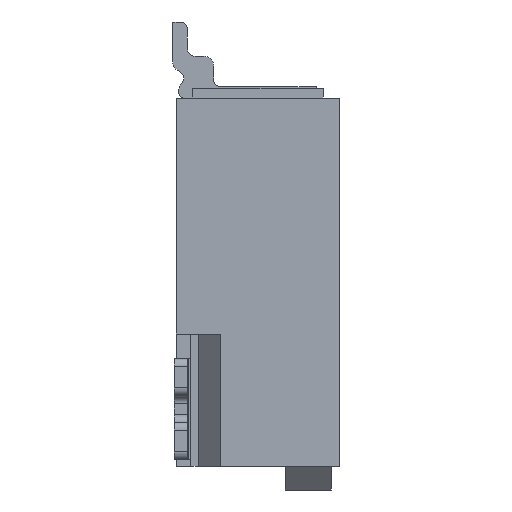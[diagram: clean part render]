
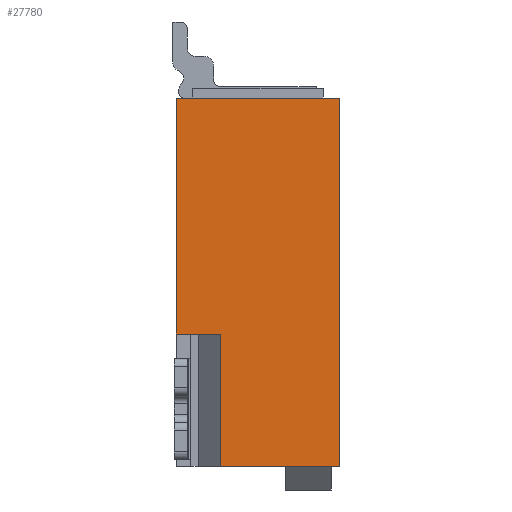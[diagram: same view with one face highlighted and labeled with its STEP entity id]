
A CAD part, left-side view. The second image highlights one B-rep face of the part: STEP entity #27780.
In plain terms, the highlighted planar face has unit normal (-1, 0, 0).
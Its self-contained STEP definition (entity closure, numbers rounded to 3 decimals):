
#24960=CARTESIAN_POINT('',(12.546,53.899,0.));
#24970=VERTEX_POINT('',#24960);
#25000=CARTESIAN_POINT('',(12.546,0.,0.));
#25010=DIRECTION('',(0.,1.,0.));
#25020=VECTOR('',#25010,1.);
#25030=LINE('',#25000,#25020);
#25040=CARTESIAN_POINT('',(12.546,52.099,0.));
#25050=VERTEX_POINT('',#25040);
#25060=EDGE_CURVE('',#25050,#24970,#25030,.T.);
#27220=CARTESIAN_POINT('',(12.546,52.099,0.));
#27230=DIRECTION('',(0.,0.,1.));
#27240=VECTOR('',#27230,1.);
#27250=LINE('',#27220,#27240);
#27260=CARTESIAN_POINT('',(12.546,52.099,5.57));
#27270=VERTEX_POINT('',#27260);
#27280=EDGE_CURVE('',#25050,#27270,#27250,.T.);
#27390=CARTESIAN_POINT('',(12.546,52.069,0.));
#27400=DIRECTION('',(-1.,0.,0.));
#27410=DIRECTION('',(0.,1.,0.));
#27420=AXIS2_PLACEMENT_3D('',#27390,#27400,#27410);
#27430=PLANE('',#27420);
#27440=CARTESIAN_POINT('',(12.546,54.569,0.));
#27450=DIRECTION('',(0.,0.,1.));
#27460=VECTOR('',#27450,1.);
#27470=LINE('',#27440,#27460);
#27480=CARTESIAN_POINT('',(12.546,54.569,2.));
#27490=VERTEX_POINT('',#27480);
#27500=CARTESIAN_POINT('',(12.546,54.569,5.57));
#27510=VERTEX_POINT('',#27500);
#27520=EDGE_CURVE('',#27490,#27510,#27470,.T.);
#27530=ORIENTED_EDGE('',*,*,#27520,.F.);
#27540=CARTESIAN_POINT('',(12.546,0.,5.57));
#27550=DIRECTION('',(0.,1.,0.));
#27560=VECTOR('',#27550,1.);
#27570=LINE('',#27540,#27560);
#27580=EDGE_CURVE('',#27270,#27510,#27570,.T.);
#27590=ORIENTED_EDGE('',*,*,#27580,.T.);
#27600=ORIENTED_EDGE('',*,*,#27280,.T.);
#27610=ORIENTED_EDGE('',*,*,#25060,.F.);
#27620=CARTESIAN_POINT('',(12.546,53.899,0.));
#27630=DIRECTION('',(0.,0.,1.));
#27640=VECTOR('',#27630,1.);
#27650=LINE('',#27620,#27640);
#27660=CARTESIAN_POINT('',(12.546,53.899,2.));
#27670=VERTEX_POINT('',#27660);
#27680=EDGE_CURVE('',#24970,#27670,#27650,.T.);
#27690=ORIENTED_EDGE('',*,*,#27680,.F.);
#27700=CARTESIAN_POINT('',(12.546,0.,2.));
#27710=DIRECTION('',(0.,-1.,0.));
#27720=VECTOR('',#27710,1.);
#27730=LINE('',#27700,#27720);
#27740=EDGE_CURVE('',#27490,#27670,#27730,.T.);
#27750=ORIENTED_EDGE('',*,*,#27740,.T.);
#27760=EDGE_LOOP('',(#27750,#27690,#27610,#27600,#27590,#27530));
#27770=FACE_OUTER_BOUND('',#27760,.T.);
#27780=ADVANCED_FACE('',(#27770),#27430,.T.);
